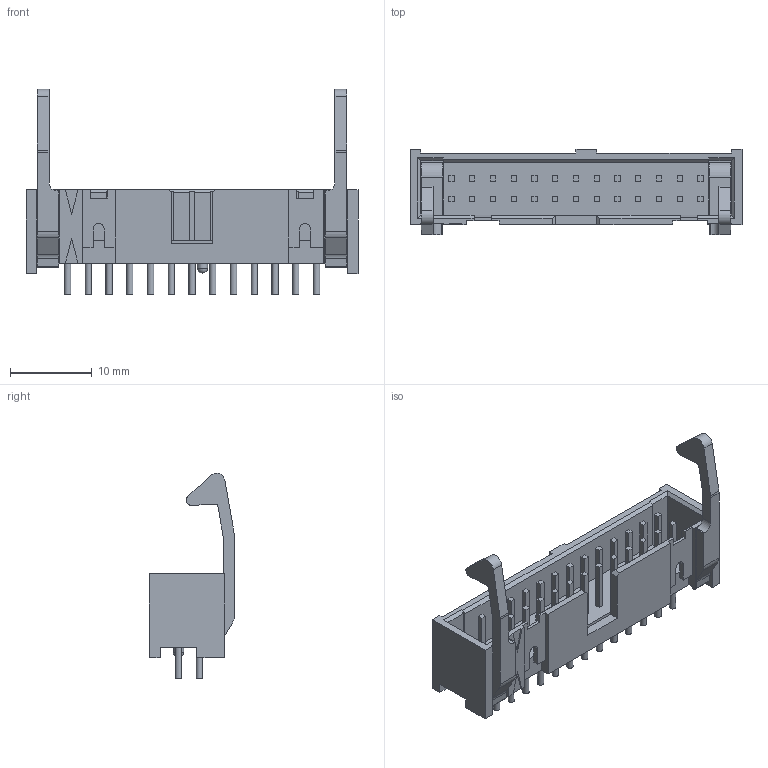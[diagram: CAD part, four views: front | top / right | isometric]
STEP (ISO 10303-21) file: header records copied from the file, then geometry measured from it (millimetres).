
FILE_DESCRIPTION(/* description */ (''),/* implementation_level */ '2;1');
FILE_NAME(/* name */ 'TYCO_2-1761606-9.stp',/* time_stamp */ '2017-08-08T09:08:54+02:00',/* author */ ('jchouvet'),/* organization */ (''),/* preprocessor_version */ 'ST-DEVELOPER v16.1',/* originating_system */ 'AutoCAD Mechanical',/* authorisation */ '');
FILE_SCHEMA (('AUTOMOTIVE_DESIGN { 1 0 10303 214 3 1 1 }'));
Length unit declared in the file: millimetre
Products named in the file (1): Product
Bounding box: 40.64 x 10.41 x 25.14 mm (x, y, z)
Volume: 1765.4 mm3; surface area: 3348.6 mm2
Topology: 55 solids, 55 shells, 406 faces, 897 edges, 593 vertices
Faces by surface type: plane 340, cylinder 64, sphere 2
Full cylindrical faces by diameter (mm): 0.787 x26, 1.27 x2, 1.499 x2
Entity records: 10894 total; most frequent: CARTESIAN_POINT 1861, DIRECTION 1805, ORIENTED_EDGE 1726, EDGE_CURVE 863, LINE 735, VECTOR 735, VERTEX_POINT 591, AXIS2_PLACEMENT_3D 535
